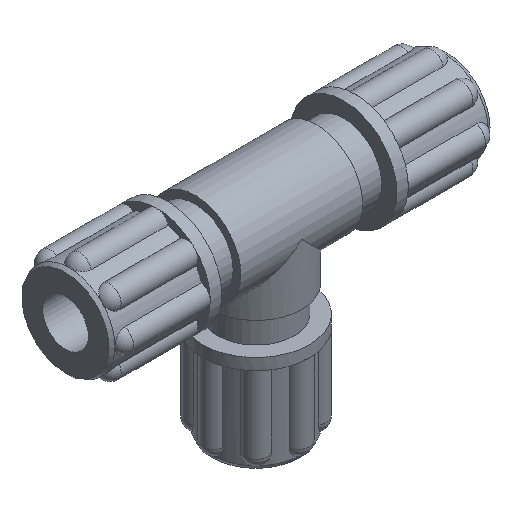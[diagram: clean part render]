
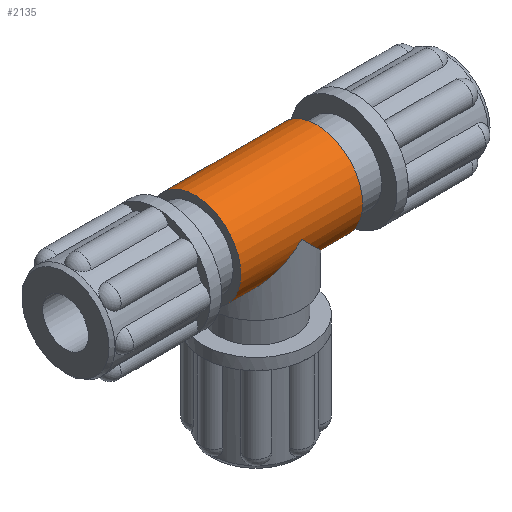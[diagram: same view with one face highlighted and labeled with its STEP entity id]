
A CAD part, isometric view. The second image highlights one B-rep face of the part: STEP entity #2135.
In plain terms, the highlighted cylindrical face has radius 6 mm (diameter 12 mm), a full revolution.
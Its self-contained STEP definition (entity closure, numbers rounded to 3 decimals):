
#272=FACE_OUTER_BOUND('',#416,.T.);
#416=EDGE_LOOP('',(#1931,#1932,#1933,#1934,#1935,#1936,#1937,#1938,#1939));
#422=ELLIPSE('',#2275,8.485,6.);
#423=ELLIPSE('',#2276,8.485,6.);
#424=ELLIPSE('',#2277,8.485,6.);
#492=LINE('',#4426,#561);
#493=LINE('',#4427,#562);
#561=VECTOR('',#3235,6.);
#562=VECTOR('',#3236,6.);
#698=CIRCLE('',#2385,6.);
#763=CIRCLE('',#2492,6.);
#838=VERTEX_POINT('',#3648);
#839=VERTEX_POINT('',#3650);
#840=VERTEX_POINT('',#3652);
#905=VERTEX_POINT('',#4039);
#970=VERTEX_POINT('',#4424);
#1086=EDGE_CURVE('',#839,#838,#422,.T.);
#1087=EDGE_CURVE('',#840,#839,#423,.T.);
#1088=EDGE_CURVE('',#838,#840,#424,.T.);
#1190=EDGE_CURVE('',#905,#905,#698,.T.);
#1292=EDGE_CURVE('',#970,#970,#763,.T.);
#1293=EDGE_CURVE('',#970,#840,#492,.T.);
#1294=EDGE_CURVE('',#840,#905,#493,.T.);
#1931=ORIENTED_EDGE('',*,*,#1292,.F.);
#1932=ORIENTED_EDGE('',*,*,#1293,.T.);
#1933=ORIENTED_EDGE('',*,*,#1087,.T.);
#1934=ORIENTED_EDGE('',*,*,#1086,.T.);
#1935=ORIENTED_EDGE('',*,*,#1088,.T.);
#1936=ORIENTED_EDGE('',*,*,#1294,.T.);
#1937=ORIENTED_EDGE('',*,*,#1190,.F.);
#1938=ORIENTED_EDGE('',*,*,#1294,.F.);
#1939=ORIENTED_EDGE('',*,*,#1293,.F.);
#2006=CYLINDRICAL_SURFACE('',#2491,6.);
#2135=ADVANCED_FACE('',(#272),#2006,.T.);
#2275=AXIS2_PLACEMENT_3D('',#3651,#2757,#2758);
#2276=AXIS2_PLACEMENT_3D('',#3653,#2759,#2760);
#2277=AXIS2_PLACEMENT_3D('',#3654,#2761,#2762);
#2385=AXIS2_PLACEMENT_3D('',#4040,#2998,#2999);
#2491=AXIS2_PLACEMENT_3D('',#4423,#3231,#3232);
#2492=AXIS2_PLACEMENT_3D('',#4425,#3233,#3234);
#2757=DIRECTION('center_axis',(0.707,0.,0.707));
#2758=DIRECTION('ref_axis',(-0.707,0.,0.707));
#2759=DIRECTION('center_axis',(-0.707,0.,0.707));
#2760=DIRECTION('ref_axis',(-0.707,0.,-0.707));
#2761=DIRECTION('center_axis',(0.707,0.,0.707));
#2762=DIRECTION('ref_axis',(-0.707,0.,0.707));
#2998=DIRECTION('center_axis',(1.,0.,0.));
#2999=DIRECTION('ref_axis',(0.,-1.,0.));
#3231=DIRECTION('center_axis',(-1.,0.,0.));
#3232=DIRECTION('ref_axis',(0.,-1.,0.));
#3233=DIRECTION('center_axis',(-1.,0.,0.));
#3234=DIRECTION('ref_axis',(0.,-1.,0.));
#3235=DIRECTION('',(1.,0.,0.));
#3236=DIRECTION('',(1.,0.,0.));
#3648=CARTESIAN_POINT('',(6.,0.,-6.));
#3650=CARTESIAN_POINT('',(0.,-6.,0.));
#3651=CARTESIAN_POINT('Origin',(0.,0.,0.));
#3652=CARTESIAN_POINT('',(0.,6.,0.));
#3653=CARTESIAN_POINT('Origin',(0.,0.,0.));
#3654=CARTESIAN_POINT('Origin',(0.,0.,0.));
#4039=CARTESIAN_POINT('',(8.,6.,0.));
#4040=CARTESIAN_POINT('Origin',(8.,0.,0.));
#4423=CARTESIAN_POINT('Origin',(0.,0.,0.));
#4424=CARTESIAN_POINT('',(-8.,6.,0.));
#4425=CARTESIAN_POINT('Origin',(-8.,0.,0.));
#4426=CARTESIAN_POINT('',(0.,6.,0.));
#4427=CARTESIAN_POINT('',(0.,6.,0.));
